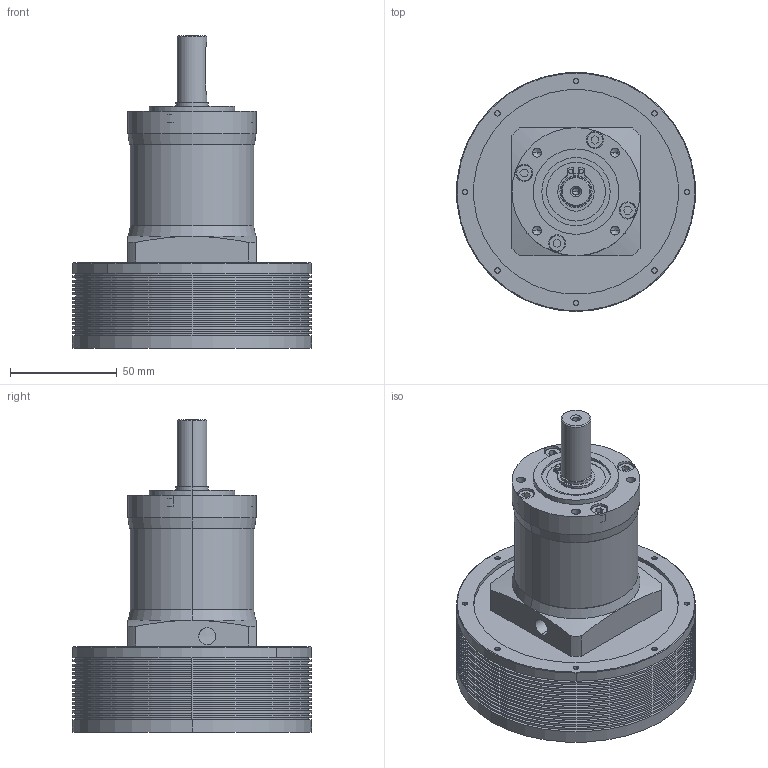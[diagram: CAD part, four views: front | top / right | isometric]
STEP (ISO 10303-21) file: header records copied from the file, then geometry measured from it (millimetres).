
FILE_DESCRIPTION (( 'STEP AP214' ), '1' );
FILE_NAME ('BA112PA60(2ST).STEP', '2023-07-28T09:16:17', ( '821079794744' ), ( '' ), 'SwSTEP 2.0', 'SolidWorks 2018', '' );
FILE_SCHEMA (( 'AUTOMOTIVE_DESIGN' ));
Length unit declared in the file: millimetre
Products named in the file (1): BA112PA60(2ST)
Bounding box: 112 x 112 x 146.5 mm (x, y, z)
Volume: 589617.5 mm3; surface area: 95340.1 mm2
Topology: 7 solids, 28 shells, 857 faces, 2008 edges, 1264 vertices
Faces by surface type: cylinder 346, plane 316, cone 154, bspline 28, torus 13
Entity records: 36809 total; most frequent: CARTESIAN_POINT 8833, ORIENTED_EDGE 3944, DIRECTION 3908, EDGE_CURVE 1972, AXIS2_PLACEMENT_3D 1556, VERTEX_POINT 1264, EDGE_LOOP 998, ADVANCED_FACE 857
